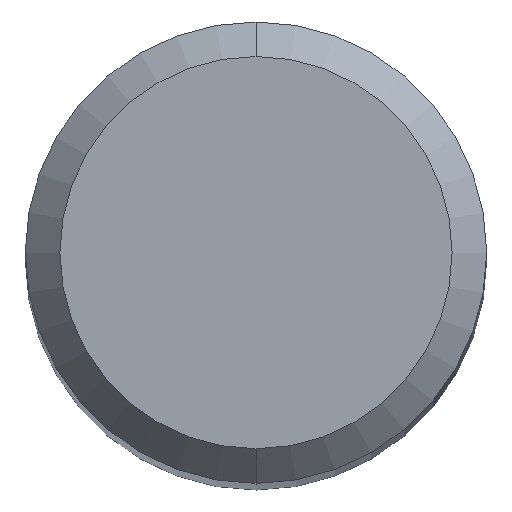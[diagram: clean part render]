
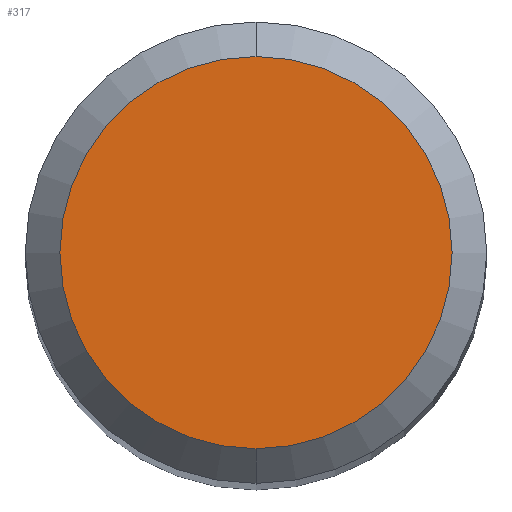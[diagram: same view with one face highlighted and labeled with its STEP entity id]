
A CAD part, top view. The second image highlights one B-rep face of the part: STEP entity #317.
In plain terms, the highlighted planar face has unit normal (0, 0, 1).
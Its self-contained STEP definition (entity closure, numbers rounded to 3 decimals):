
#181=EDGE_CURVE('',#307,#211,#496,.T.);
#187=EDGE_CURVE('',#211,#307,#502,.T.);
#211=VERTEX_POINT('',#529);
#307=VERTEX_POINT('',#634);
#317=ADVANCED_FACE('',(#646),#647,.T.);
#496=CIRCLE('',#837,1.7);
#502=CIRCLE('',#846,1.7);
#529=CARTESIAN_POINT('',(0.,-1.7,0.0));
#634=CARTESIAN_POINT('',(0.0,1.7,0.0));
#646=FACE_OUTER_BOUND('',#1104,.T.);
#647=PLANE('',#1105);
#837=AXIS2_PLACEMENT_3D('',#1480,#1481,#1482);
#846=AXIS2_PLACEMENT_3D('',#1484,#1485,#1486);
#1104=EDGE_LOOP('',(#1643,#1644));
#1105=AXIS2_PLACEMENT_3D('',#1645,#1646,#1647);
#1480=CARTESIAN_POINT('',(0.0,0.0,0.0));
#1481=DIRECTION('',(0.0,0.0,-1.0));
#1482=DIRECTION('',(0.0,1.0,0.0));
#1484=CARTESIAN_POINT('',(0.0,0.0,0.0));
#1485=DIRECTION('',(0.0,0.0,-1.0));
#1486=DIRECTION('',(0.0,1.0,0.0));
#1643=ORIENTED_EDGE('',*,*,#181,.F.);
#1644=ORIENTED_EDGE('',*,*,#187,.F.);
#1645=CARTESIAN_POINT('',(0.0,0.85,0.0));
#1646=DIRECTION('',(-0.0,0.0,1.0));
#1647=DIRECTION('',(0.0,-1.0,0.0));
